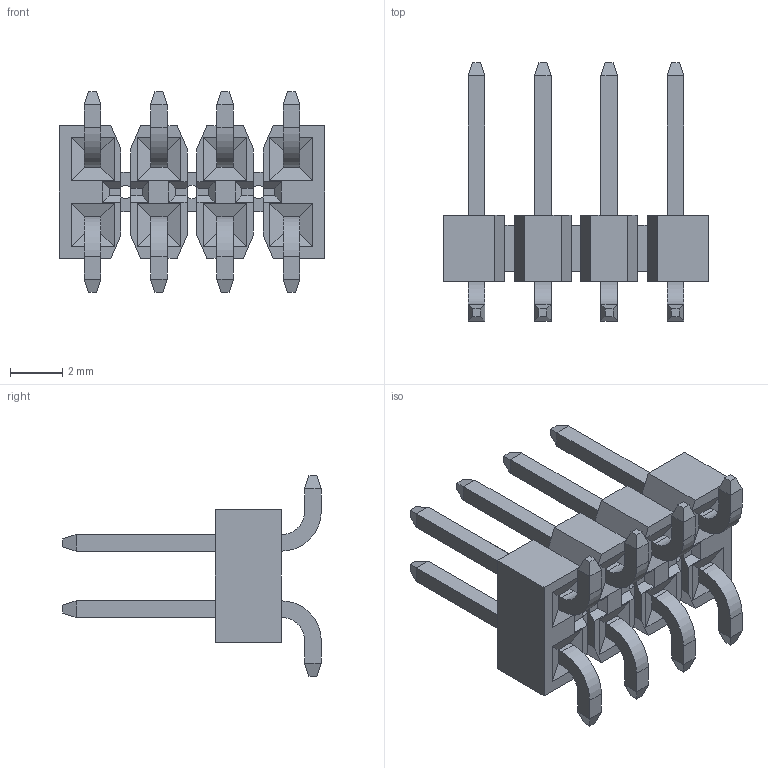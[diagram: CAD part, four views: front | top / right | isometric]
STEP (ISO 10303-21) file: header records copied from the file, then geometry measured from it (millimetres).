
FILE_DESCRIPTION (( 'STEP AP214' ), '1' );
FILE_NAME ('8.STEP', '2020-07-01T05:55:24', ( '' ), ( '' ), 'SwSTEP 2.0', 'SolidWorks 2018', '' );
FILE_SCHEMA (( 'AUTOMOTIVE_DESIGN' ));
Length unit declared in the file: inch
Products named in the file (1): 8
Bounding box: 10.16 x 9.91 x 7.7 mm (x, y, z)
Volume: 137.4 mm3; surface area: 506.3 mm2
Topology: 17 solids, 17 shells, 399 faces, 949 edges, 590 vertices
Faces by surface type: plane 374, cylinder 25
Entity records: 12189 total; most frequent: CARTESIAN_POINT 1939, ORIENTED_EDGE 1898, DIRECTION 1799, EDGE_CURVE 949, VECTOR 899, LINE 899, VERTEX_POINT 590, AXIS2_PLACEMENT_3D 450
